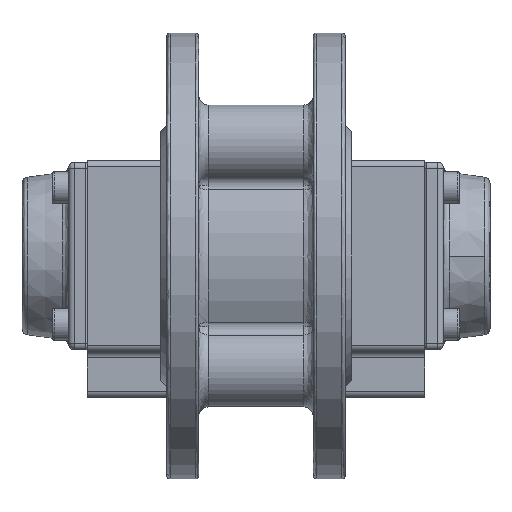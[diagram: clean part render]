
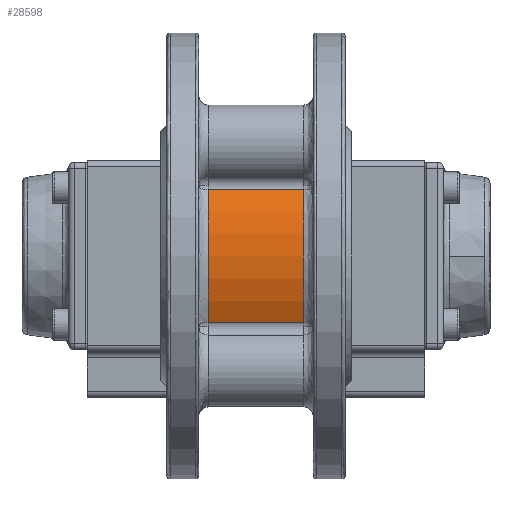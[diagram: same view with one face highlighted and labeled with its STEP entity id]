
A CAD part, front view. The second image highlights one B-rep face of the part: STEP entity #28598.
In plain terms, the highlighted cylindrical face has radius 45 mm (diameter 90 mm), a partial arc.
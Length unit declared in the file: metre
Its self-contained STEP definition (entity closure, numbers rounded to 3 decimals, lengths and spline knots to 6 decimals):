
#3856 = CARTESIAN_POINT ( 'NONE',  ( 0.005979, -0.061665, 0.121189 ) ) ;
#6362 = DIRECTION ( 'NONE',  ( 1., 0., 0. ) ) ;
#9202 = CARTESIAN_POINT ( 'NONE',  ( 0.011979, -0.061665, 0.162811 ) ) ;
#10046 = VECTOR ( 'NONE', #43969, 1. ) ;
#12324 = ORIENTED_EDGE ( 'NONE', *, *, #28924, .T. ) ;
#12565 = EDGE_LOOP ( 'NONE', ( #52853, #12324, #80826, #42305 ) ) ;
#16512 = CARTESIAN_POINT ( 'NONE',  ( 0.011979, -0.061665, 0.121189 ) ) ;
#18208 = DIRECTION ( 'NONE',  ( -1., 0., 0. ) ) ;
#26513 = CYLINDRICAL_SURFACE ( 'NONE', #56369, 0.045 ) ;
#28598 = ADVANCED_FACE ( 'NONE', ( #54840 ), #26513, .T. ) ;
#28924 = EDGE_CURVE ( 'NONE', #38738, #36999, #57813, .T. ) ;
#35628 = AXIS2_PLACEMENT_3D ( 'NONE', #83402, #18208, #56618 ) ;
#36999 = VERTEX_POINT ( 'NONE', #38683 ) ;
#37866 = LINE ( 'NONE', #3856, #10046 ) ;
#38274 = AXIS2_PLACEMENT_3D ( 'NONE', #79804, #6362, #48192 ) ;
#38300 = DIRECTION ( 'NONE',  ( -1., 0., 0. ) ) ;
#38683 = CARTESIAN_POINT ( 'NONE',  ( -0.018021, -0.061665, 0.121189 ) ) ;
#38738 = VERTEX_POINT ( 'NONE', #76980 ) ;
#40019 = DIRECTION ( 'NONE',  ( 1., 0., 0. ) ) ;
#42305 = ORIENTED_EDGE ( 'NONE', *, *, #64693, .T. ) ;
#43300 = VERTEX_POINT ( 'NONE', #9202 ) ;
#43969 = DIRECTION ( 'NONE',  ( 1., 0., 0. ) ) ;
#45334 = CIRCLE ( 'NONE', #35628, 0.045 ) ;
#46552 = DIRECTION ( 'NONE',  ( 0., 0., -1. ) ) ;
#48192 = DIRECTION ( 'NONE',  ( 0., 0., -1. ) ) ;
#48907 = EDGE_CURVE ( 'NONE', #43300, #38738, #70307, .T. ) ;
#52853 = ORIENTED_EDGE ( 'NONE', *, *, #48907, .T. ) ;
#54840 = FACE_OUTER_BOUND ( 'NONE', #12565, .T. ) ;
#56369 = AXIS2_PLACEMENT_3D ( 'NONE', #67629, #40019, #46552 ) ;
#56618 = DIRECTION ( 'NONE',  ( 0., 0., -1. ) ) ;
#57813 = CIRCLE ( 'NONE', #38274, 0.045 ) ;
#64644 = VERTEX_POINT ( 'NONE', #16512 ) ;
#64693 = EDGE_CURVE ( 'NONE', #64644, #43300, #45334, .T. ) ;
#67629 = CARTESIAN_POINT ( 'NONE',  ( 0.005979, -0.021766, 0.142 ) ) ;
#70307 = LINE ( 'NONE', #85590, #85481 ) ;
#76980 = CARTESIAN_POINT ( 'NONE',  ( -0.018021, -0.061665, 0.162811 ) ) ;
#78789 = EDGE_CURVE ( 'NONE', #36999, #64644, #37866, .T. ) ;
#79804 = CARTESIAN_POINT ( 'NONE',  ( -0.018021, -0.021766, 0.142 ) ) ;
#80826 = ORIENTED_EDGE ( 'NONE', *, *, #78789, .T. ) ;
#83402 = CARTESIAN_POINT ( 'NONE',  ( 0.011979, -0.021766, 0.142 ) ) ;
#85481 = VECTOR ( 'NONE', #38300, 1. ) ;
#85590 = CARTESIAN_POINT ( 'NONE',  ( 0.005979, -0.061665, 0.162811 ) ) ;
